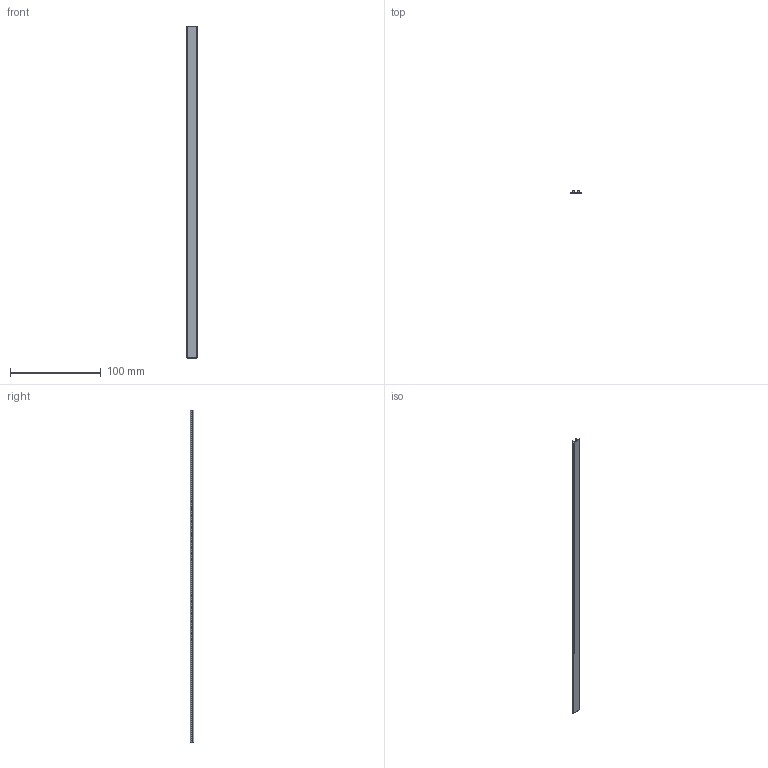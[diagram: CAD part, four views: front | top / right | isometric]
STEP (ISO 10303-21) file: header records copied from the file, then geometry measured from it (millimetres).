
FILE_DESCRIPTION (( 'STEP AP214' ), '1' );
FILE_NAME ('Extrusion Cover 365mm.STEP', '2024-05-27T13:12:49', ( '' ), ( '' ), 'SwSTEP 2.0', 'SolidWorks 2024', '' );
FILE_SCHEMA (( 'AUTOMOTIVE_DESIGN' ));
Length unit declared in the file: millimetre
Products named in the file (1): Extrusion Cover 365mm
Bounding box: 11.9 x 3.6 x 365 mm (x, y, z)
Volume: 5178.3 mm3; surface area: 13606.7 mm2
Topology: 1 solids, 1 shells, 24 faces, 62 edges, 40 vertices
Faces by surface type: plane 24
Entity records: 737 total; most frequent: CARTESIAN_POINT 127, ORIENTED_EDGE 124, DIRECTION 112, LINE 62, EDGE_CURVE 62, VECTOR 62, VERTEX_POINT 40, AXIS2_PLACEMENT_3D 25
